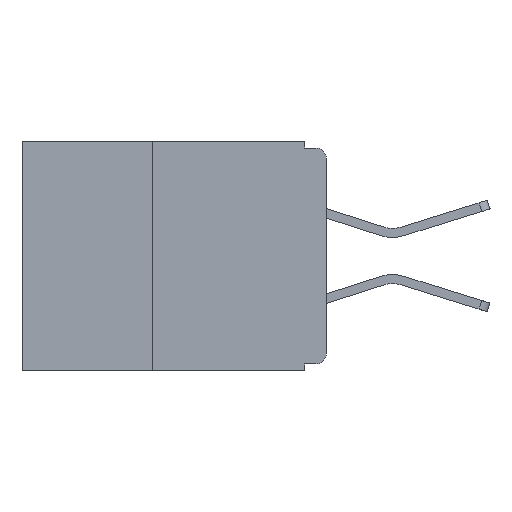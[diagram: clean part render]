
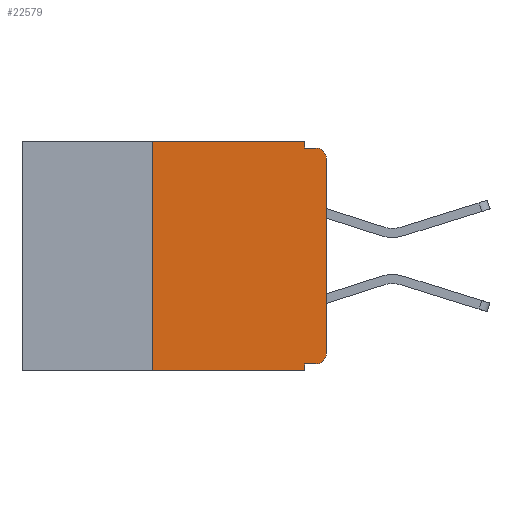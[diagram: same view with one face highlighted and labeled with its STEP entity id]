
A CAD part, left-side view. The second image highlights one B-rep face of the part: STEP entity #22579.
In plain terms, the highlighted planar face has unit normal (-1, 0, 0).
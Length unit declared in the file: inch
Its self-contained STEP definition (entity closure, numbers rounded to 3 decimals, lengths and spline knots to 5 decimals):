
#78 = CARTESIAN_POINT ( 'NONE',  ( 0., 0.25, -0.33 ) ) ;
#503 = CIRCLE ( 'NONE', #7377, 0.015 ) ;
#1231 = CARTESIAN_POINT ( 'NONE',  ( 0., 0., -0.305 ) ) ;
#1425 = ORIENTED_EDGE ( 'NONE', *, *, #17817, .F. ) ;
#1507 = CARTESIAN_POINT ( 'NONE',  ( 0., 0.031, 0. ) ) ;
#1890 = DIRECTION ( 'NONE',  ( 0., 0., 1. ) ) ;
#2270 = ORIENTED_EDGE ( 'NONE', *, *, #33326, .F. ) ;
#2704 = ORIENTED_EDGE ( 'NONE', *, *, #3115, .T. ) ;
#3115 = EDGE_CURVE ( 'NONE', #4903, #21555, #503, .T. ) ;
#3376 = VECTOR ( 'NONE', #31845, 39.37008 ) ;
#3585 = CARTESIAN_POINT ( 'NONE',  ( 0., 0., -0.025 ) ) ;
#3614 = DIRECTION ( 'NONE',  ( 0., -1., 0. ) ) ;
#3917 = CARTESIAN_POINT ( 'NONE',  ( 0., 0.031, 0. ) ) ;
#4105 = VECTOR ( 'NONE', #33674, 39.37008 ) ;
#4890 = CARTESIAN_POINT ( 'NONE',  ( 0., 0.437, -0.33 ) ) ;
#4903 = VERTEX_POINT ( 'NONE', #21399 ) ;
#5972 = EDGE_CURVE ( 'NONE', #4903, #21872, #10358, .T. ) ;
#6789 = ORIENTED_EDGE ( 'NONE', *, *, #11479, .T. ) ;
#7078 = VERTEX_POINT ( 'NONE', #78 ) ;
#7377 = AXIS2_PLACEMENT_3D ( 'NONE', #31572, #31540, #31495 ) ;
#8002 = LINE ( 'NONE', #19276, #13384 ) ;
#8193 = DIRECTION ( 'NONE',  ( -1., 0., 0. ) ) ;
#8453 = VERTEX_POINT ( 'NONE', #16485 ) ;
#9654 = VERTEX_POINT ( 'NONE', #3585 ) ;
#9777 = AXIS2_PLACEMENT_3D ( 'NONE', #23764, #8193, #26401 ) ;
#10244 = VECTOR ( 'NONE', #1890, 39.37008 ) ;
#10358 = LINE ( 'NONE', #32330, #3376 ) ;
#10490 = DIRECTION ( 'NONE',  ( 0., 0., -1. ) ) ;
#11073 = LINE ( 'NONE', #26237, #4105 ) ;
#11426 = VECTOR ( 'NONE', #25712, 39.37008 ) ;
#11479 = EDGE_CURVE ( 'NONE', #21555, #9654, #30983, .T. ) ;
#11521 = AXIS2_PLACEMENT_3D ( 'NONE', #15658, #26035, #10490 ) ;
#11922 = LINE ( 'NONE', #17589, #10244 ) ;
#12368 = EDGE_LOOP ( 'NONE', ( #6789, #27538, #1425, #2270, #17044, #31586, #32392, #21096, #29553, #2704 ) ) ;
#13215 = CARTESIAN_POINT ( 'NONE',  ( 0., 0.25, 0. ) ) ;
#13351 = VECTOR ( 'NONE', #19827, 39.37008 ) ;
#13384 = VECTOR ( 'NONE', #3614, 39.37008 ) ;
#15448 = EDGE_CURVE ( 'NONE', #9654, #27959, #21454, .T. ) ;
#15658 = CARTESIAN_POINT ( 'NONE',  ( 0., 0.437, 0. ) ) ;
#16485 = CARTESIAN_POINT ( 'NONE',  ( 0., 0.031, -0.33 ) ) ;
#16968 = VERTEX_POINT ( 'NONE', #18309 ) ;
#17044 = ORIENTED_EDGE ( 'NONE', *, *, #17726, .F. ) ;
#17589 = CARTESIAN_POINT ( 'NONE',  ( 0., 0.25, -0.33 ) ) ;
#17726 = EDGE_CURVE ( 'NONE', #19487, #23353, #8002, .T. ) ;
#17817 = EDGE_CURVE ( 'NONE', #16968, #27959, #31557, .T. ) ;
#18309 = CARTESIAN_POINT ( 'NONE',  ( 0., 0.031, -0.01 ) ) ;
#18717 = DIRECTION ( 'NONE',  ( 0., 0., 1. ) ) ;
#19276 = CARTESIAN_POINT ( 'NONE',  ( 0., 0.437, 0. ) ) ;
#19487 = VERTEX_POINT ( 'NONE', #13215 ) ;
#19827 = DIRECTION ( 'NONE',  ( 0., 0., -1. ) ) ;
#20781 = EDGE_CURVE ( 'NONE', #21872, #8453, #11073, .T. ) ;
#21096 = ORIENTED_EDGE ( 'NONE', *, *, #20781, .F. ) ;
#21399 = CARTESIAN_POINT ( 'NONE',  ( 0., 0.015, -0.32 ) ) ;
#21454 = CIRCLE ( 'NONE', #9777, 0.015 ) ;
#21555 = VERTEX_POINT ( 'NONE', #1231 ) ;
#21872 = VERTEX_POINT ( 'NONE', #31059 ) ;
#22487 = EDGE_CURVE ( 'NONE', #7078, #8453, #30467, .T. ) ;
#22579 = ADVANCED_FACE ( 'NONE', ( #27224 ), #23414, .F. ) ;
#23353 = VERTEX_POINT ( 'NONE', #3917 ) ;
#23414 = PLANE ( 'NONE',  #11521 ) ;
#23764 = CARTESIAN_POINT ( 'NONE',  ( 0., 0.015, -0.025 ) ) ;
#23776 = CARTESIAN_POINT ( 'NONE',  ( 0., 0., 0. ) ) ;
#24084 = VECTOR ( 'NONE', #18717, 39.37008 ) ;
#24678 = VECTOR ( 'NONE', #24688, 39.37008 ) ;
#24683 = EDGE_CURVE ( 'NONE', #7078, #19487, #11922, .T. ) ;
#24688 = DIRECTION ( 'NONE',  ( 0., -1., 0. ) ) ;
#25712 = DIRECTION ( 'NONE',  ( 0., -1., 0. ) ) ;
#26035 = DIRECTION ( 'NONE',  ( 1., 0., 0. ) ) ;
#26237 = CARTESIAN_POINT ( 'NONE',  ( 0., 0.031, -0.33 ) ) ;
#26401 = DIRECTION ( 'NONE',  ( 0., 0., -1. ) ) ;
#27224 = FACE_OUTER_BOUND ( 'NONE', #12368, .T. ) ;
#27538 = ORIENTED_EDGE ( 'NONE', *, *, #15448, .T. ) ;
#27959 = VERTEX_POINT ( 'NONE', #29282 ) ;
#29282 = CARTESIAN_POINT ( 'NONE',  ( 0., 0.015, -0.01 ) ) ;
#29553 = ORIENTED_EDGE ( 'NONE', *, *, #5972, .F. ) ;
#30467 = LINE ( 'NONE', #4890, #11426 ) ;
#30983 = LINE ( 'NONE', #23776, #24084 ) ;
#31059 = CARTESIAN_POINT ( 'NONE',  ( 0., 0.031, -0.32 ) ) ;
#31495 = DIRECTION ( 'NONE',  ( 0., 0., -1. ) ) ;
#31540 = DIRECTION ( 'NONE',  ( -1., 0., 0. ) ) ;
#31557 = LINE ( 'NONE', #32373, #24678 ) ;
#31572 = CARTESIAN_POINT ( 'NONE',  ( 0., 0.015, -0.305 ) ) ;
#31586 = ORIENTED_EDGE ( 'NONE', *, *, #24683, .F. ) ;
#31845 = DIRECTION ( 'NONE',  ( 0., 1., 0. ) ) ;
#32330 = CARTESIAN_POINT ( 'NONE',  ( 0., 0., -0.32 ) ) ;
#32373 = CARTESIAN_POINT ( 'NONE',  ( 0., 0., -0.01 ) ) ;
#32392 = ORIENTED_EDGE ( 'NONE', *, *, #22487, .T. ) ;
#33128 = LINE ( 'NONE', #1507, #13351 ) ;
#33326 = EDGE_CURVE ( 'NONE', #23353, #16968, #33128, .T. ) ;
#33674 = DIRECTION ( 'NONE',  ( 0., 0., -1. ) ) ;
